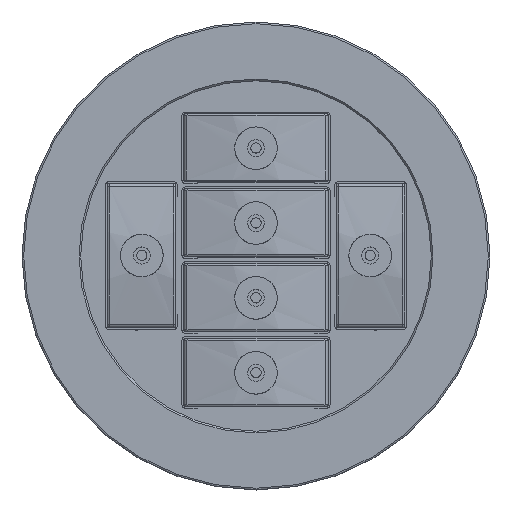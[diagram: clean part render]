
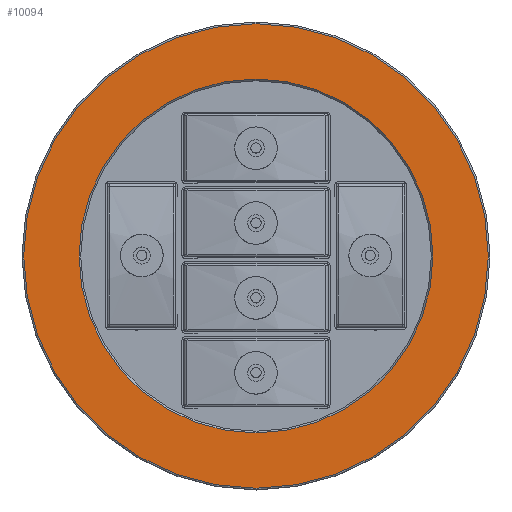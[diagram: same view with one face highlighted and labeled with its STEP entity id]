
A CAD part, top view. The second image highlights one B-rep face of the part: STEP entity #10094.
In plain terms, the highlighted planar face has unit normal (0, 0, 1).
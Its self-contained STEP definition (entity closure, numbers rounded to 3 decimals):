
#38 = ORIENTED_EDGE ( 'NONE', *, *, #3479, .T. ) ;
#173 = EDGE_LOOP ( 'NONE', ( #35416 ) ) ;
#1003 = DIRECTION ( 'NONE',  ( 0., 0., -1. ) ) ;
#2715 = AXIS2_PLACEMENT_3D ( 'NONE', #12658, #19105, #38891 ) ;
#3479 = EDGE_CURVE ( 'NONE', #19821, #19821, #14750, .T. ) ;
#3518 = CARTESIAN_POINT ( 'NONE',  ( 0., 27.3, 0. ) ) ;
#7231 = FACE_BOUND ( 'NONE', #173, .T. ) ;
#10094 = ADVANCED_FACE ( 'NONE', ( #7231, #30413 ), #23963, .F. ) ;
#12658 = CARTESIAN_POINT ( 'NONE',  ( 0., 0., 0. ) ) ;
#13875 = CARTESIAN_POINT ( 'NONE',  ( 0., 0., 0. ) ) ;
#14715 = DIRECTION ( 'NONE',  ( 0., 1., 0. ) ) ;
#14750 = CIRCLE ( 'NONE', #27087, 27.3 ) ;
#18973 = DIRECTION ( 'NONE',  ( 0., 1., 0. ) ) ;
#19105 = DIRECTION ( 'NONE',  ( 0., 0., -1. ) ) ;
#19821 = VERTEX_POINT ( 'NONE', #3518 ) ;
#22195 = CARTESIAN_POINT ( 'NONE',  ( 0., 0., 0. ) ) ;
#23963 = PLANE ( 'NONE',  #25200 ) ;
#25200 = AXIS2_PLACEMENT_3D ( 'NONE', #13875, #1003, #14715 ) ;
#27087 = AXIS2_PLACEMENT_3D ( 'NONE', #22195, #38327, #18973 ) ;
#30413 = FACE_OUTER_BOUND ( 'NONE', #39522, .T. ) ;
#30787 = EDGE_CURVE ( 'NONE', #31959, #31959, #34245, .T. ) ;
#31959 = VERTEX_POINT ( 'NONE', #42522 ) ;
#34245 = CIRCLE ( 'NONE', #2715, 20.8 ) ;
#35416 = ORIENTED_EDGE ( 'NONE', *, *, #30787, .T. ) ;
#38327 = DIRECTION ( 'NONE',  ( 0., 0., 1. ) ) ;
#38891 = DIRECTION ( 'NONE',  ( 0., 1., 0. ) ) ;
#39522 = EDGE_LOOP ( 'NONE', ( #38 ) ) ;
#42522 = CARTESIAN_POINT ( 'NONE',  ( 0., 20.8, 0. ) ) ;
